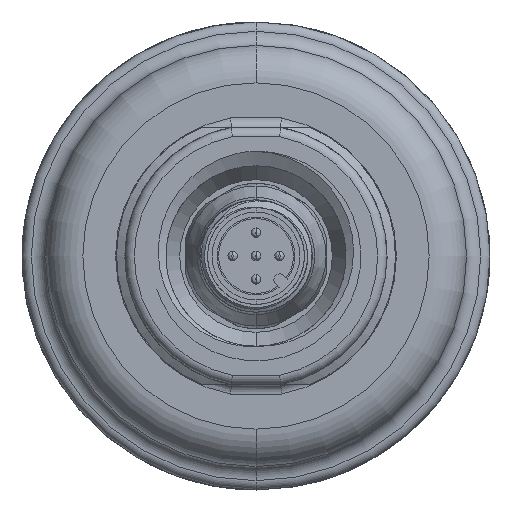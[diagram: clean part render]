
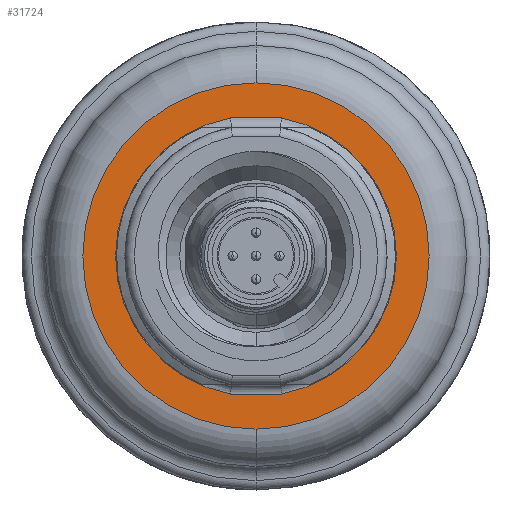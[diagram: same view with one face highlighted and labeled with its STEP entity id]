
A CAD part, front view. The second image highlights one B-rep face of the part: STEP entity #31724.
In plain terms, the highlighted planar face has unit normal (0, -1, 0).
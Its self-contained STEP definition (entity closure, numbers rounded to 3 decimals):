
#16079=CARTESIAN_POINT('',(0.,-228.9,0.));
#16080=DIRECTION('',(0.,-1.,0.));
#16081=DIRECTION('',(-0.182,0.,0.983));
#16082=AXIS2_PLACEMENT_3D('',#16079,#16080,#16081);
#16084=DIRECTION('',(1.,0.,0.));
#16085=VECTOR('',#16084,5.454);
#16086=CARTESIAN_POINT('',(-2.727,-228.9,-14.75));
#16087=LINE('',#16086,#16085);
#16088=CARTESIAN_POINT('',(0.,-228.9,0.));
#16089=DIRECTION('',(0.,-1.,0.));
#16090=DIRECTION('',(0.182,0.,-0.983));
#16091=AXIS2_PLACEMENT_3D('',#16088,#16089,#16090);
#16093=DIRECTION('',(-1.,0.,0.));
#16094=VECTOR('',#16093,5.454);
#16095=CARTESIAN_POINT('',(2.727,-228.9,14.75));
#16096=LINE('',#16095,#16094);
#16097=CARTESIAN_POINT('',(0.,-228.9,0.));
#16098=DIRECTION('',(0.,-1.,0.));
#16099=DIRECTION('',(0.,0.,-1.));
#16100=AXIS2_PLACEMENT_3D('',#16097,#16098,#16099);
#16102=CARTESIAN_POINT('',(0.,-228.9,0.));
#16103=DIRECTION('',(0.,-1.,0.));
#16104=DIRECTION('',(0.,0.,1.));
#16105=AXIS2_PLACEMENT_3D('',#16102,#16103,#16104);
#19279=CARTESIAN_POINT('',(-2.727,-228.9,14.75));
#19280=CARTESIAN_POINT('',(-2.727,-228.9,-14.75));
#19281=VERTEX_POINT('',#19279);
#19282=VERTEX_POINT('',#19280);
#19287=CARTESIAN_POINT('',(2.727,-228.9,-14.75));
#19288=CARTESIAN_POINT('',(2.727,-228.9,14.75));
#19289=VERTEX_POINT('',#19287);
#19290=VERTEX_POINT('',#19288);
#19639=CARTESIAN_POINT('',(0.,-228.9,-18.5));
#19640=CARTESIAN_POINT('',(0.,-228.9,18.5));
#19641=VERTEX_POINT('',#19639);
#19642=VERTEX_POINT('',#19640);
#31705=CARTESIAN_POINT('',(0.,-228.9,0.));
#31706=DIRECTION('',(0.,-1.,0.));
#31707=DIRECTION('',(0.,0.,1.));
#31708=AXIS2_PLACEMENT_3D('',#31705,#31706,#31707);
#31709=PLANE('',#31708);
#31711=ORIENTED_EDGE('',*,*,#31710,.F.);
#31713=ORIENTED_EDGE('',*,*,#31712,.F.);
#31714=EDGE_LOOP('',(#31711,#31713));
#31715=FACE_OUTER_BOUND('',#31714,.F.);
#31717=ORIENTED_EDGE('',*,*,#31716,.T.);
#31718=ORIENTED_EDGE('',*,*,#31683,.T.);
#31719=ORIENTED_EDGE('',*,*,#31696,.T.);
#31721=ORIENTED_EDGE('',*,*,#31720,.T.);
#31722=EDGE_LOOP('',(#31717,#31718,#31719,#31721));
#31723=FACE_BOUND('',#31722,.F.);
#31724=ADVANCED_FACE('',(#31715,#31723),#31709,.T.);
#16083=CIRCLE('',#16082,15.);
#16092=CIRCLE('',#16091,15.);
#16101=CIRCLE('',#16100,18.5);
#16106=CIRCLE('',#16105,18.5);
#31683=EDGE_CURVE('',#19282,#19289,#16087,.T.);
#31696=EDGE_CURVE('',#19289,#19290,#16092,.T.);
#31710=EDGE_CURVE('',#19641,#19642,#16101,.T.);
#31712=EDGE_CURVE('',#19642,#19641,#16106,.T.);
#31716=EDGE_CURVE('',#19281,#19282,#16083,.T.);
#31720=EDGE_CURVE('',#19290,#19281,#16096,.T.);
